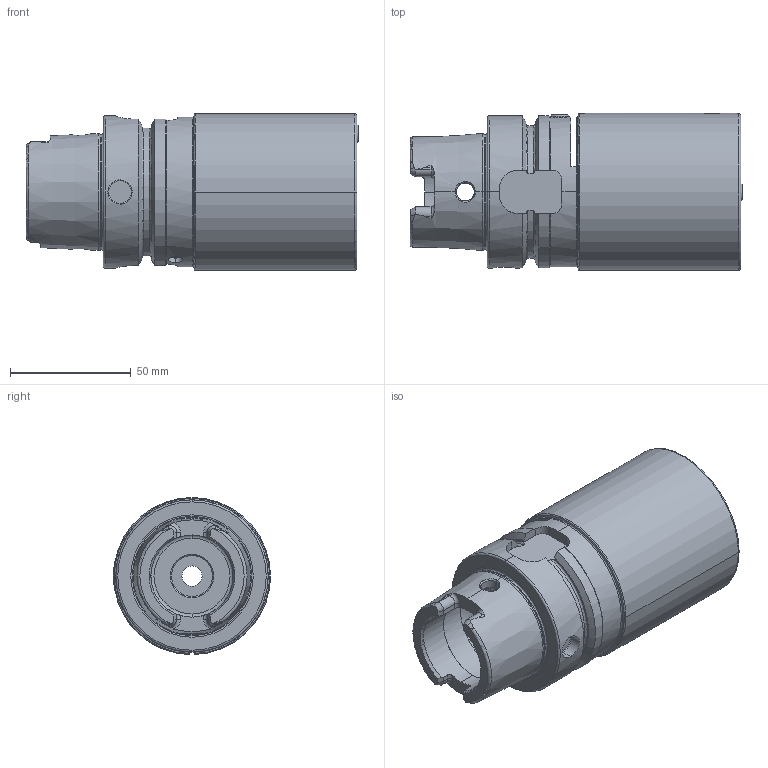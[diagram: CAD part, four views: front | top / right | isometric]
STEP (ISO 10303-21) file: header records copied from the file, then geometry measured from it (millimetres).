
FILE_DESCRIPTION (( 'STEP AP214' ), '1' );
FILE_NAME ('HA6.B32.K21.105.STEP', '2022-03-23T07:30:42', ( '' ), ( '' ), 'SwSTEP 2.0', 'SolidWorks 2017', '' );
FILE_SCHEMA (( 'AUTOMOTIVE_DESIGN' ));
Length unit declared in the file: millimetre
Products named in the file (11): HA6-B32.K21.105_A; ISO 4028 - M8 x 16; HA6.B32.K21.105; KU1-U12.002.010; KU1-U12.002.010_A; KVT_MB_600_060; ISO 4028 - M10 x 16; DIN 3771 - 8x1.5; KU1-U12.003.010_B; ISO 4027 - M6 x 16_PreviewCfg; ISO 4762 - M6 x 16_PreviewCfg
Assembly tree (12 placements, depth 3):
  HA6.B32.K21.105
    HA6-B32.K21.105_A
    ISO 4762 - M6 x 16_PreviewCfg  x3
    ISO 4028 - M10 x 16
    ISO 4028 - M8 x 16
    ISO 4027 - M6 x 16_PreviewCfg
    KVT_MB_600_060
    KU1-U12.002.010
      KU1-U12.003.010_B
      KU1-U12.002.010_A
      DIN 3771 - 8x1.5
Bounding box: 137.38 x 65 x 64.98 mm (x, y, z)
Volume: 262155.8 mm3; surface area: 60338.9 mm2
Topology: 12 solids, 12 shells, 630 faces, 1626 edges, 999 vertices
Faces by surface type: cylinder 222, plane 181, cone 136, torus 64, bspline 21, sphere 6
Entity records: 21593 total; most frequent: CARTESIAN_POINT 8025, ORIENTED_EDGE 2564, DIRECTION 2476, EDGE_CURVE 1282, AXIS2_PLACEMENT_3D 992, VERTEX_POINT 797, EDGE_LOOP 543, ADVANCED_FACE 510
